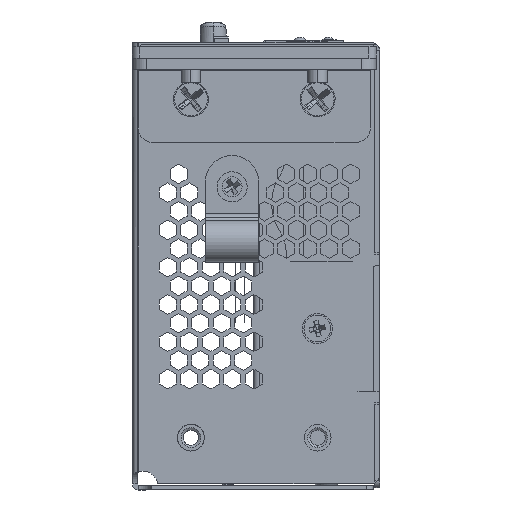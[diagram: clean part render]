
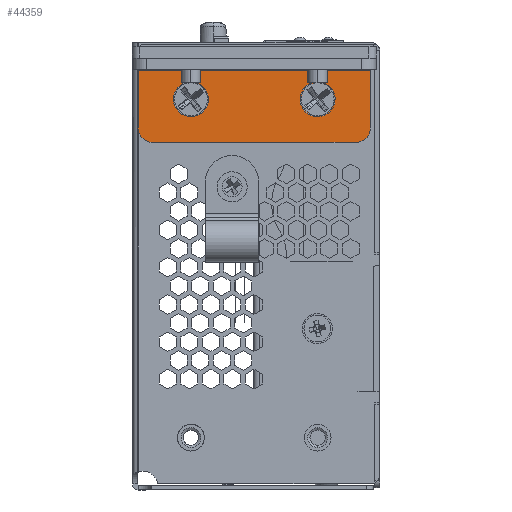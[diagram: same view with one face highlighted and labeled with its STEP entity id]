
A CAD part, left-side view. The second image highlights one B-rep face of the part: STEP entity #44359.
In plain terms, the highlighted planar face has unit normal (-1, 0, 0).
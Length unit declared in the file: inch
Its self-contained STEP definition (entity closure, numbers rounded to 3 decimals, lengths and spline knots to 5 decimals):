
#7510 = EDGE_CURVE ( 'NONE', #72993, #73043, #123941, .T. ) ;
#7511 = EDGE_CURVE ( 'NONE', #73043, #72993, #123997, .T. ) ;
#7512 = EDGE_CURVE ( 'NONE', #72978, #73009, #22568, .T. ) ;
#7513 = EDGE_CURVE ( 'NONE', #73082, #73007, #123939, .T. ) ;
#7518 = EDGE_CURVE ( 'NONE', #73007, #73082, #123972, .T. ) ;
#7536 = EDGE_CURVE ( 'NONE', #72975, #73035, #22747, .T. ) ;
#7551 = EDGE_CURVE ( 'NONE', #73035, #73031, #124132, .T. ) ;
#7555 = EDGE_CURVE ( 'NONE', #73031, #73009, #22942, .T. ) ;
#7557 = EDGE_CURVE ( 'NONE', #73016, #72975, #124052, .T. ) ;
#7566 = EDGE_CURVE ( 'NONE', #72978, #73016, #22888, .T. ) ;
#22507 = CARTESIAN_POINT ( 'NONE',  ( 6.56462, 3.8126, -0.28699 ) ) ;
#22538 = CARTESIAN_POINT ( 'NONE',  ( 6.56462, 3.5046, -0.086 ) ) ;
#22568 = LINE ( 'NONE', #22538, #123999 ) ;
#22598 = DIRECTION ( 'NONE',  ( 1., 0., 0. ) ) ;
#22611 = CARTESIAN_POINT ( 'NONE',  ( 6.56462, 3.8126, -0.28699 ) ) ;
#22614 = DIRECTION ( 'NONE',  ( 0., 1., 0. ) ) ;
#22620 = DIRECTION ( 'NONE',  ( 1., 0., 0. ) ) ;
#22636 = DIRECTION ( 'NONE',  ( 0., 0., -1. ) ) ;
#22646 = DIRECTION ( 'NONE',  ( 1., 0., 0. ) ) ;
#22651 = DIRECTION ( 'NONE',  ( 0., 0., -1. ) ) ;
#22657 = DIRECTION ( 'NONE',  ( 0., 0., -1. ) ) ;
#22665 = DIRECTION ( 'NONE',  ( 1., 0., 0. ) ) ;
#22666 = DIRECTION ( 'NONE',  ( 0., 0., -1. ) ) ;
#22668 = CARTESIAN_POINT ( 'NONE',  ( 6.56462, 4.6956, -0.28699 ) ) ;
#22672 = CARTESIAN_POINT ( 'NONE',  ( 6.56462, 4.6956, -0.28699 ) ) ;
#22693 = CARTESIAN_POINT ( 'NONE',  ( 6.56462, 3.5446, -0.58699 ) ) ;
#22721 = DIRECTION ( 'NONE',  ( 0., 1., 0. ) ) ;
#22747 = LINE ( 'NONE', #22693, #123923 ) ;
#22836 = CARTESIAN_POINT ( 'NONE',  ( 6.56462, 4.9636, -0.48699 ) ) ;
#22838 = DIRECTION ( 'NONE',  ( 1., 0., 0. ) ) ;
#22842 = DIRECTION ( 'NONE',  ( 0., 0., -1. ) ) ;
#22866 = CARTESIAN_POINT ( 'NONE',  ( 6.56462, 3.5446, -0.48699 ) ) ;
#22888 = LINE ( 'NONE', #22935, #124079 ) ;
#22893 = CARTESIAN_POINT ( 'NONE',  ( 6.56462, 5.0636, 0.02396 ) ) ;
#22895 = DIRECTION ( 'NONE',  ( 0., 0., -1. ) ) ;
#22898 = DIRECTION ( 'NONE',  ( 0., 0., 1. ) ) ;
#22900 = DIRECTION ( 'NONE',  ( 0., 0., -1. ) ) ;
#22910 = DIRECTION ( 'NONE',  ( 1., 0., 0. ) ) ;
#22935 = CARTESIAN_POINT ( 'NONE',  ( 6.56462, 3.4446, -0.48699 ) ) ;
#22942 = LINE ( 'NONE', #22893, #124116 ) ;
#31696 = FACE_BOUND ( 'NONE', #103564, .T. ) ;
#31720 = DIRECTION ( 'NONE',  ( 0., 0., -1. ) ) ;
#31739 = FACE_BOUND ( 'NONE', #103446, .T. ) ;
#31746 = PLANE ( 'NONE',  #61928 ) ;
#31749 = FACE_OUTER_BOUND ( 'NONE', #103603, .T. ) ;
#31751 = CARTESIAN_POINT ( 'NONE',  ( 6.56462, 3.5046, 6.44701 ) ) ;
#31769 = DIRECTION ( 'NONE',  ( 1., 0., 0. ) ) ;
#37292 = ORIENTED_EDGE ( 'NONE', *, *, #7510, .T. ) ;
#37316 = ORIENTED_EDGE ( 'NONE', *, *, #7513, .T. ) ;
#37317 = ORIENTED_EDGE ( 'NONE', *, *, #7511, .T. ) ;
#37344 = ORIENTED_EDGE ( 'NONE', *, *, #7557, .F. ) ;
#37345 = ORIENTED_EDGE ( 'NONE', *, *, #7536, .F. ) ;
#37357 = ORIENTED_EDGE ( 'NONE', *, *, #7555, .F. ) ;
#37379 = ORIENTED_EDGE ( 'NONE', *, *, #7518, .T. ) ;
#37384 = ORIENTED_EDGE ( 'NONE', *, *, #7512, .T. ) ;
#37392 = ORIENTED_EDGE ( 'NONE', *, *, #7566, .F. ) ;
#37397 = ORIENTED_EDGE ( 'NONE', *, *, #7551, .F. ) ;
#39369 = CARTESIAN_POINT ( 'NONE',  ( 6.56462, 3.4446, -0.086 ) ) ;
#39376 = CARTESIAN_POINT ( 'NONE',  ( 6.56462, 3.8126, -0.40199 ) ) ;
#39399 = CARTESIAN_POINT ( 'NONE',  ( 6.56462, 3.5446, -0.58699 ) ) ;
#39408 = CARTESIAN_POINT ( 'NONE',  ( 6.56462, 3.4446, -0.48699 ) ) ;
#39430 = CARTESIAN_POINT ( 'NONE',  ( 6.56462, 4.6956, -0.17199 ) ) ;
#39434 = CARTESIAN_POINT ( 'NONE',  ( 6.56462, 5.0636, -0.086 ) ) ;
#39435 = CARTESIAN_POINT ( 'NONE',  ( 6.56462, 4.9636, -0.58699 ) ) ;
#39437 = CARTESIAN_POINT ( 'NONE',  ( 6.56462, 4.6956, -0.40199 ) ) ;
#39442 = CARTESIAN_POINT ( 'NONE',  ( 6.56462, 5.0636, -0.48699 ) ) ;
#39446 = CARTESIAN_POINT ( 'NONE',  ( 6.56462, 3.8126, -0.17199 ) ) ;
#44359 = ADVANCED_FACE ( 'NONE', ( #31696, #31739, #31749 ), #31746, .F. ) ;
#61928 = AXIS2_PLACEMENT_3D ( 'NONE', #31751, #31769, #31720 ) ;
#72975 = VERTEX_POINT ( 'NONE', #39399 ) ;
#72978 = VERTEX_POINT ( 'NONE', #39369 ) ;
#72993 = VERTEX_POINT ( 'NONE', #39376 ) ;
#73007 = VERTEX_POINT ( 'NONE', #39430 ) ;
#73009 = VERTEX_POINT ( 'NONE', #39434 ) ;
#73016 = VERTEX_POINT ( 'NONE', #39408 ) ;
#73031 = VERTEX_POINT ( 'NONE', #39442 ) ;
#73035 = VERTEX_POINT ( 'NONE', #39435 ) ;
#73043 = VERTEX_POINT ( 'NONE', #39446 ) ;
#73082 = VERTEX_POINT ( 'NONE', #39437 ) ;
#103446 = EDGE_LOOP ( 'NONE', ( #37316, #37379 ) ) ;
#103564 = EDGE_LOOP ( 'NONE', ( #37292, #37317 ) ) ;
#103603 = EDGE_LOOP ( 'NONE', ( #37392, #37384, #37357, #37397, #37345, #37344 ) ) ;
#123923 = VECTOR ( 'NONE', #22721, 39.37008 ) ;
#123939 = CIRCLE ( 'NONE', #123955, 0.115 ) ;
#123941 = CIRCLE ( 'NONE', #123945, 0.115 ) ;
#123945 = AXIS2_PLACEMENT_3D ( 'NONE', #22507, #22665, #22651 ) ;
#123955 = AXIS2_PLACEMENT_3D ( 'NONE', #22668, #22646, #22636 ) ;
#123965 = AXIS2_PLACEMENT_3D ( 'NONE', #22611, #22620, #22666 ) ;
#123972 = CIRCLE ( 'NONE', #123980, 0.115 ) ;
#123980 = AXIS2_PLACEMENT_3D ( 'NONE', #22672, #22598, #22657 ) ;
#123997 = CIRCLE ( 'NONE', #123965, 0.115 ) ;
#123999 = VECTOR ( 'NONE', #22614, 39.37008 ) ;
#124044 = AXIS2_PLACEMENT_3D ( 'NONE', #22866, #22910, #22900 ) ;
#124052 = CIRCLE ( 'NONE', #124044, 0.1 ) ;
#124067 = AXIS2_PLACEMENT_3D ( 'NONE', #22836, #22838, #22842 ) ;
#124079 = VECTOR ( 'NONE', #22895, 39.37008 ) ;
#124116 = VECTOR ( 'NONE', #22898, 39.37008 ) ;
#124132 = CIRCLE ( 'NONE', #124067, 0.1 ) ;
